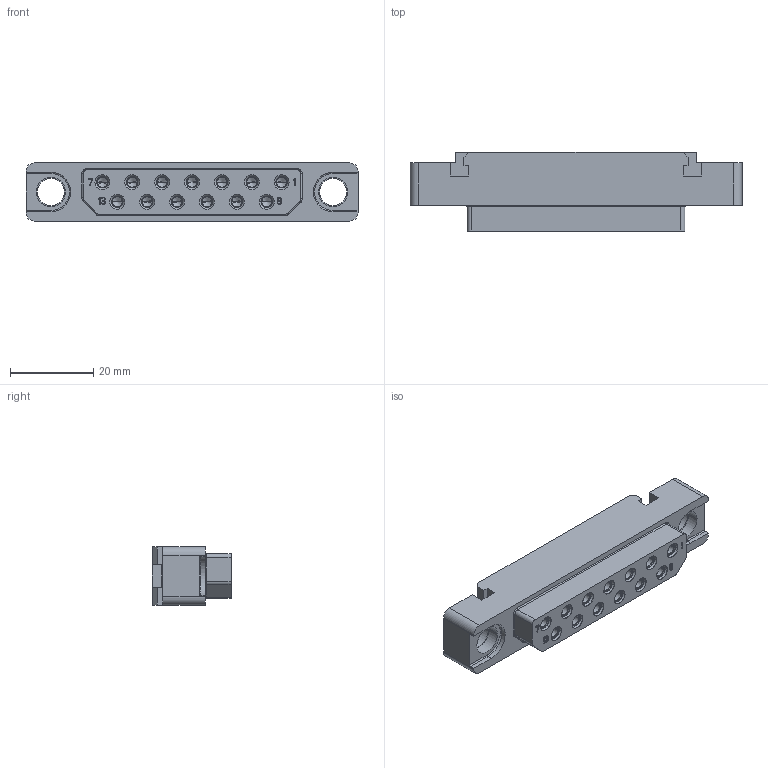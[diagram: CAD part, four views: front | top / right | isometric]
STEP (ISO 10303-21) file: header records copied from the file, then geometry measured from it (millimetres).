
FILE_DESCRIPTION((''),'2;1');
FILE_NAME('1900ND05S2X00D','2020-08-03T',('presta_be4'),(''),'CREO PARAMETRIC BY PTC INC, 2018360','CREO PARAMETRIC BY PTC INC, 2018360','');
FILE_SCHEMA(('CONFIG_CONTROL_DESIGN'));
Products named in the file (1): 1900ND05S2X00D
Bounding box: 80 x 19.12 x 14 mm (x, y, z)
Volume: 12755.5 mm3; surface area: 11173.5 mm2
Topology: 1 solids, 1 shells, 1766 faces, 4726 edges, 3014 vertices
Faces by surface type: plane 948, cylinder 516, cone 186, torus 60, bspline 56
Entity records: 59441 total; most frequent: CARTESIAN_POINT 15556, ORIENTED_EDGE 9348, DIRECTION 8832, EDGE_CURVE 4674, VERTEX_POINT 3014, VECTOR 3002, LINE 3002, AXIS2_PLACEMENT_3D 2915
